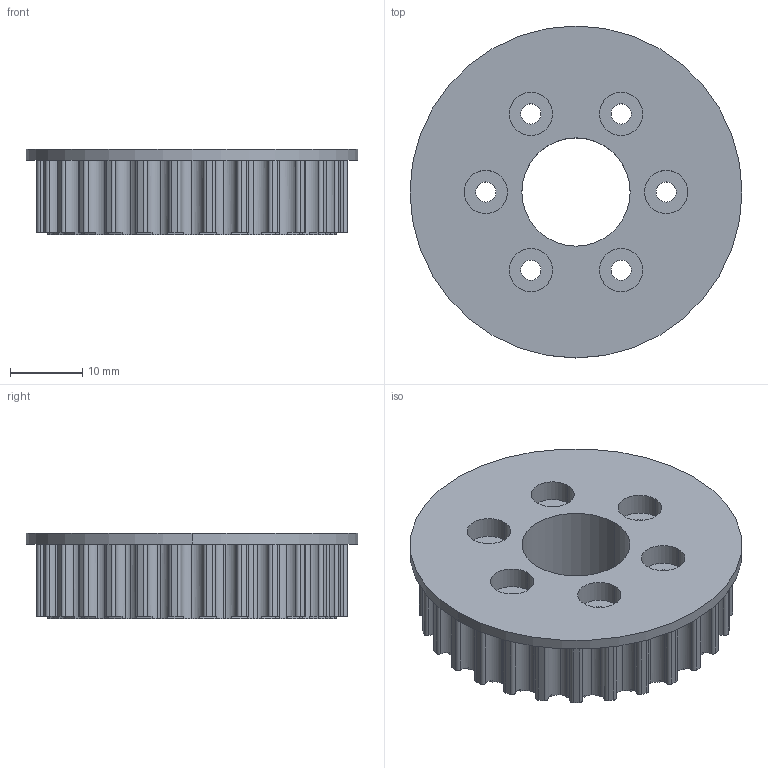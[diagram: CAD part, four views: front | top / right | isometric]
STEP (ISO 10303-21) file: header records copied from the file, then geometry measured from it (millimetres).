
FILE_DESCRIPTION (( 'STEP AP214' ), '1' );
FILE_NAME ('pulley_28teeth_J3.STEP', '2021-04-07T10:04:07', ( '' ), ( '' ), 'SwSTEP 2.0', 'SolidWorks 2020', '' );
FILE_SCHEMA (( 'AUTOMOTIVE_DESIGN' ));
Length unit declared in the file: millimetre
Products named in the file (1): pulley_28teeth_J3
Bounding box: 46 x 46 x 11.8 mm (x, y, z)
Volume: 13122.1 mm3; surface area: 6568.6 mm2
Topology: 1 solids, 1 shells, 264 faces, 765 edges, 510 vertices
Faces by surface type: cylinder 227, plane 37
Entity records: 9081 total; most frequent: DIRECTION 1805, CARTESIAN_POINT 1540, ORIENTED_EDGE 1530, AXIS2_PLACEMENT_3D 775, EDGE_CURVE 765, VERTEX_POINT 510, CIRCLE 510, EDGE_LOOP 285
